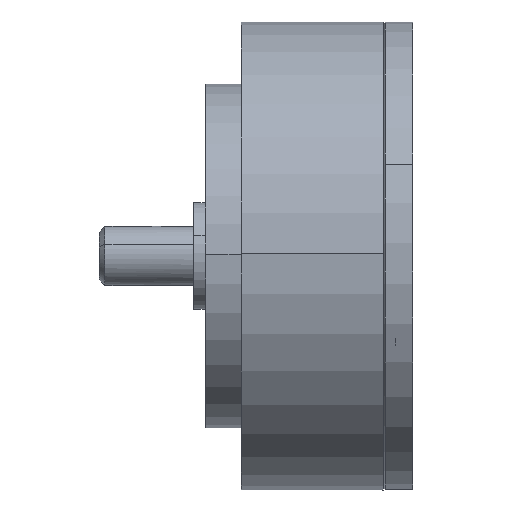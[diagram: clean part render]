
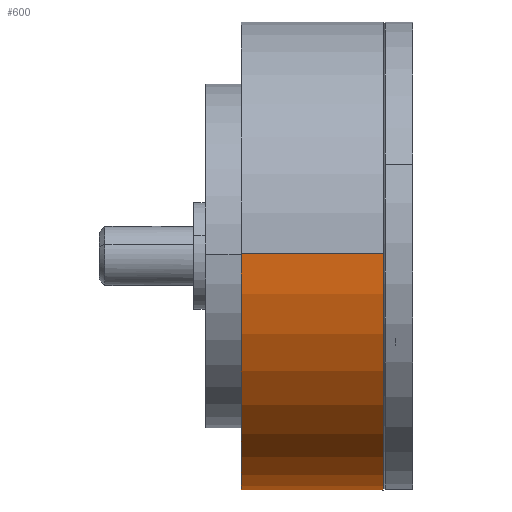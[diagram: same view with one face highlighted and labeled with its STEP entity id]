
A CAD part, left-side view. The second image highlights one B-rep face of the part: STEP entity #600.
In plain terms, the highlighted cylindrical face has radius 39.5 mm (diameter 79 mm), a partial arc.
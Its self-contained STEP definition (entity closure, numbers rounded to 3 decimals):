
#4 = EDGE_CURVE ( 'NONE', #3687, #6077, #7434, .T. ) ;
#10 = EDGE_CURVE ( 'NONE', #2778, #7495, #3438, .T. ) ;
#180 = CARTESIAN_POINT ( 'NONE',  ( 40.922, 7.608, 0.086 ) ) ;
#219 = CARTESIAN_POINT ( 'NONE',  ( 39.912, 2.379, -6.279 ) ) ;
#249 = CARTESIAN_POINT ( 'NONE',  ( 39.911, -6.485, -6.281 ) ) ;
#286 = CARTESIAN_POINT ( 'NONE',  ( 40.872, -11.539, -0.558 ) ) ;
#349 = EDGE_CURVE ( 'NONE', #7514, #2840, #2688, .T. ) ;
#457 = FACE_OUTER_BOUND ( 'NONE', #5755, .T. ) ;
#600 = ADVANCED_FACE ( 'NONE', ( #457 ), #3348, .T. ) ;
#1002 = CARTESIAN_POINT ( 'NONE',  ( 40.84, 7.305, -0.855 ) ) ;
#1037 = CARTESIAN_POINT ( 'NONE',  ( 39.815, 1.485, -6.668 ) ) ;
#1070 = CARTESIAN_POINT ( 'NONE',  ( 40.024, -7.341, -5.807 ) ) ;
#1106 = CARTESIAN_POINT ( 'NONE',  ( 41.032, -14.055, 2.679 ) ) ;
#1108 = CARTESIAN_POINT ( 'NONE',  ( 40.983, -11.923, 1.03 ) ) ;
#1612 = DIRECTION ( 'NONE',  ( 0., -1., 0. ) ) ;
#1801 = CARTESIAN_POINT ( 'NONE',  ( 40.667, 6.621, -2.334 ) ) ;
#1841 = CARTESIAN_POINT ( 'NONE',  ( 39.737, 0.551, -6.969 ) ) ;
#1880 = CARTESIAN_POINT ( 'NONE',  ( 40.148, -8.142, -5.253 ) ) ;
#1913 = CARTESIAN_POINT ( 'NONE',  ( 41.021, -12.038, 2.017 ) ) ;
#2076 = CARTESIAN_POINT ( 'NONE',  ( 1.534, -14.055, 3.07 ) ) ;
#2203 = CARTESIAN_POINT ( 'NONE',  ( 1.534, -14.055, 3.07 ) ) ;
#2528 = CARTESIAN_POINT ( 'NONE',  ( 41.026, 7.945, 2.015 ) ) ;
#2573 = CARTESIAN_POINT ( 'NONE',  ( 40.5, 5.88, -3.411 ) ) ;
#2607 = CARTESIAN_POINT ( 'NONE',  ( 39.664, -0.74, -7.243 ) ) ;
#2631 = CARTESIAN_POINT ( 'NONE',  ( 40.279, -8.891, -4.62 ) ) ;
#2664 = CARTESIAN_POINT ( 'NONE',  ( 41.032, -12.055, 2.679 ) ) ;
#2688 = LINE ( 'NONE', #1106, #6674 ) ;
#2778 = VERTEX_POINT ( 'NONE', #5404 ) ;
#2840 = VERTEX_POINT ( 'NONE', #6970 ) ;
#2942 = DIRECTION ( 'NONE',  ( -1., 0., 0.01 ) ) ;
#3019 = AXIS2_PLACEMENT_3D ( 'NONE', #6111, #1612, #6865 ) ;
#3087 = AXIS2_PLACEMENT_3D ( 'NONE', #2203, #7464, #2942 ) ;
#3297 = CARTESIAN_POINT ( 'NONE',  ( 40.368, 5.245, -4.157 ) ) ;
#3330 = CARTESIAN_POINT ( 'NONE',  ( 39.646, -2.701, -7.308 ) ) ;
#3348 = CYLINDRICAL_SURFACE ( 'NONE', #8898, 39.5 ) ;
#3370 = CARTESIAN_POINT ( 'NONE',  ( 40.5, -9.998, -3.426 ) ) ;
#3438 = LINE ( 'NONE', #5778, #9188 ) ;
#3497 = ORIENTED_EDGE ( 'NONE', *, *, #10, .F. ) ;
#3687 = VERTEX_POINT ( 'NONE', #3851 ) ;
#3739 = DIRECTION ( 'NONE',  ( -1., 0., 0.01 ) ) ;
#3851 = CARTESIAN_POINT ( 'NONE',  ( -37.964, -14.055, 3.461 ) ) ;
#4070 = ORIENTED_EDGE ( 'NONE', *, *, #9686, .T. ) ;
#4073 = CARTESIAN_POINT ( 'NONE',  ( 40.148, 4.055, -5.256 ) ) ;
#4105 = CARTESIAN_POINT ( 'NONE',  ( 39.732, -4.651, -6.988 ) ) ;
#4131 = CARTESIAN_POINT ( 'NONE',  ( 40.663, -10.71, -2.338 ) ) ;
#4139 = DIRECTION ( 'NONE',  ( 0., 1., 0. ) ) ;
#4680 = CIRCLE ( 'NONE', #3087, 39.5 ) ;
#4792 = CARTESIAN_POINT ( 'NONE',  ( 40.945, 7.688, 0.403 ) ) ;
#4823 = CARTESIAN_POINT ( 'NONE',  ( 39.985, 2.954, -5.972 ) ) ;
#4848 = CARTESIAN_POINT ( 'NONE',  ( 39.877, -6.186, -6.423 ) ) ;
#4878 = CARTESIAN_POINT ( 'NONE',  ( 40.774, -11.162, -1.462 ) ) ;
#5387 = DIRECTION ( 'NONE',  ( 0., 1., 0. ) ) ;
#5404 = CARTESIAN_POINT ( 'NONE',  ( 41.032, 7.945, 2.679 ) ) ;
#5435 = VECTOR ( 'NONE', #5387, 1000. ) ;
#5537 = CARTESIAN_POINT ( 'NONE',  ( 40.87, 7.417, -0.543 ) ) ;
#5571 = CARTESIAN_POINT ( 'NONE',  ( 39.878, 2.085, -6.419 ) ) ;
#5610 = CARTESIAN_POINT ( 'NONE',  ( 39.985, -7.062, -5.974 ) ) ;
#5647 = CARTESIAN_POINT ( 'NONE',  ( 40.925, -11.729, 0.065 ) ) ;
#5693 = CARTESIAN_POINT ( 'NONE',  ( 41.032, 9.945, 2.679 ) ) ;
#5755 = EDGE_LOOP ( 'NONE', ( #7119, #4070, #7266, #6495, #3497, #6855 ) ) ;
#5778 = CARTESIAN_POINT ( 'NONE',  ( 41.032, -14.055, 2.679 ) ) ;
#5855 = CARTESIAN_POINT ( 'NONE',  ( -37.964, -14.055, 3.461 ) ) ;
#6077 = VERTEX_POINT ( 'NONE', #7091 ) ;
#6111 = CARTESIAN_POINT ( 'NONE',  ( 1.534, 9.945, 3.07 ) ) ;
#6300 = CARTESIAN_POINT ( 'NONE',  ( 40.742, 6.928, -1.761 ) ) ;
#6328 = CARTESIAN_POINT ( 'NONE',  ( 39.787, 1.178, -6.778 ) ) ;
#6361 = CARTESIAN_POINT ( 'NONE',  ( 40.106, -7.881, -5.446 ) ) ;
#6399 = CARTESIAN_POINT ( 'NONE',  ( 40.998, -11.973, 1.358 ) ) ;
#6495 = ORIENTED_EDGE ( 'NONE', *, *, #9729, .T. ) ;
#6608 = DIRECTION ( 'NONE',  ( 0., 1., 0. ) ) ;
#6674 = VECTOR ( 'NONE', #4139, 1000. ) ;
#6855 = ORIENTED_EDGE ( 'NONE', *, *, #8484, .T. ) ;
#6865 = DIRECTION ( 'NONE',  ( -1., 0., 0.01 ) ) ;
#6970 = CARTESIAN_POINT ( 'NONE',  ( 41.032, -12.055, 2.679 ) ) ;
#7052 = CARTESIAN_POINT ( 'NONE',  ( 40.543, 6.076, -3.146 ) ) ;
#7084 = CARTESIAN_POINT ( 'NONE',  ( 39.716, 0.228, -7.05 ) ) ;
#7091 = CARTESIAN_POINT ( 'NONE',  ( -37.964, 9.945, 3.461 ) ) ;
#7119 = ORIENTED_EDGE ( 'NONE', *, *, #349, .F. ) ;
#7122 = CARTESIAN_POINT ( 'NONE',  ( 40.234, -8.646, -4.841 ) ) ;
#7155 = CARTESIAN_POINT ( 'NONE',  ( 41.029, -12.055, 2.347 ) ) ;
#7257 = CIRCLE ( 'NONE', #3019, 39.5 ) ;
#7266 = ORIENTED_EDGE ( 'NONE', *, *, #4, .T. ) ;
#7434 = LINE ( 'NONE', #5855, #5435 ) ;
#7464 = DIRECTION ( 'NONE',  ( 0., 1., 0. ) ) ;
#7495 = VERTEX_POINT ( 'NONE', #5693 ) ;
#7514 = VERTEX_POINT ( 'NONE', #8725 ) ;
#7818 = CARTESIAN_POINT ( 'NONE',  ( 40.412, 5.464, -3.916 ) ) ;
#7854 = CARTESIAN_POINT ( 'NONE',  ( 39.647, -1.391, -7.307 ) ) ;
#7891 = CARTESIAN_POINT ( 'NONE',  ( 40.412, -9.586, -3.927 ) ) ;
#8410 = CARTESIAN_POINT ( 'NONE',  ( 41.032, 7.945, 2.679 ) ) ;
#8484 = EDGE_CURVE ( 'NONE', #2778, #2840, #9764, .T. ) ;
#8577 = CARTESIAN_POINT ( 'NONE',  ( 40.236, 4.557, -4.844 ) ) ;
#8604 = CARTESIAN_POINT ( 'NONE',  ( 39.664, -3.367, -7.243 ) ) ;
#8640 = CARTESIAN_POINT ( 'NONE',  ( 40.623, -10.541, -2.617 ) ) ;
#8725 = CARTESIAN_POINT ( 'NONE',  ( 41.032, -14.055, 2.679 ) ) ;
#8898 = AXIS2_PLACEMENT_3D ( 'NONE', #2076, #9122, #3739 ) ;
#9122 = DIRECTION ( 'NONE',  ( 0., 1., 0. ) ) ;
#9188 = VECTOR ( 'NONE', #6608, 1000. ) ;
#9283 = CARTESIAN_POINT ( 'NONE',  ( 41.002, 7.88, 1.364 ) ) ;
#9316 = CARTESIAN_POINT ( 'NONE',  ( 40.025, 3.236, -5.803 ) ) ;
#9355 = CARTESIAN_POINT ( 'NONE',  ( 39.782, -5.276, -6.799 ) ) ;
#9390 = CARTESIAN_POINT ( 'NONE',  ( 40.739, -11.021, -1.759 ) ) ;
#9686 = EDGE_CURVE ( 'NONE', #7514, #3687, #4680, .T. ) ;
#9729 = EDGE_CURVE ( 'NONE', #6077, #7495, #7257, .T. ) ;
#9764 = B_SPLINE_CURVE_WITH_KNOTS ( 'NONE', 3,
 ( #8410, #2528, #9283, #4792, #180, #5537, #1002, #6300, #1801, #7052, #2573, #7818, #3297, #8577, #4073, #9316, #4823, #219, #5571, #1037, #6328, #1841, #7084, #2607, #7854, #3330, #8604, #4105, #9355, #4848, #249, #5610, #1070, #6361, #1880, #7122, #2631, #7891, #3370, #8640, #4131, #9390, #4878, #286, #5647, #1108, #6399, #1913, #7155, #2664 ),
 .UNSPECIFIED., .F., .F.,
 ( 4, 2, 2, 2, 2, 2, 2, 2, 2, 2, 2, 2, 2, 2, 2, 2, 2, 2, 2, 2, 2, 2, 2, 2, 4 ),
 ( 0.031, 0.033, 0.034, 0.035, 0.037, 0.038, 0.039, 0.041, 0.042, 0.043, 0.044, 0.045, 0.047, 0.049, 0.051, 0.052, 0.053, 0.054, 0.055, 0.057, 0.058, 0.059, 0.061, 0.062, 0.063 ),
 .UNSPECIFIED. ) ;
